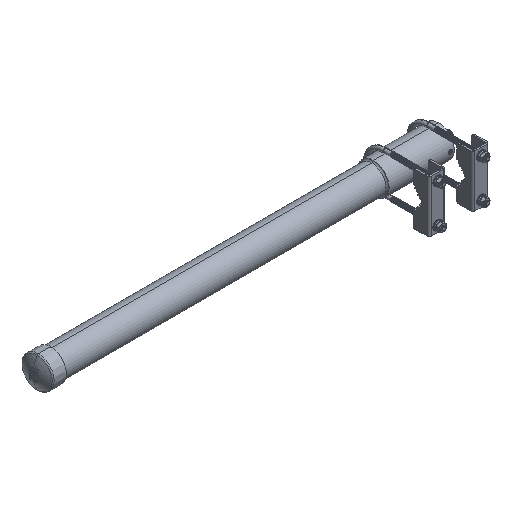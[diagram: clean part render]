
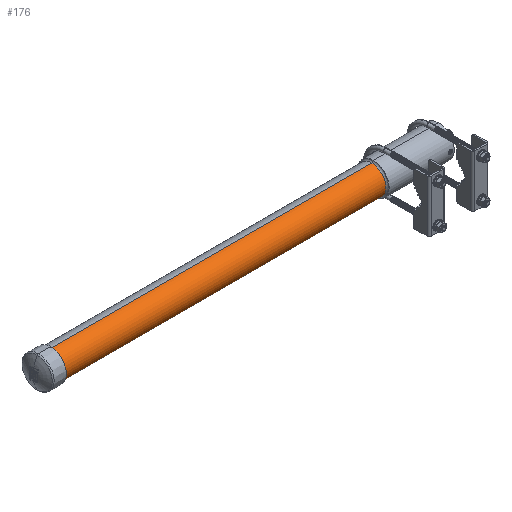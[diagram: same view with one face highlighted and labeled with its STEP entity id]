
A CAD part, isometric view. The second image highlights one B-rep face of the part: STEP entity #176.
In plain terms, the highlighted cylindrical face has radius 25.8 mm (diameter 51.6 mm), a partial arc.
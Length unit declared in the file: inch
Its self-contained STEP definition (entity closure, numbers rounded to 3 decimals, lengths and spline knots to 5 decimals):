
#176 = ADVANCED_FACE ( 'NONE', ( #42771 ), #42811, .T. ) ;
#2206 = AXIS2_PLACEMENT_3D ( 'NONE', #10536, #5648, #5645 ) ;
#2994 = LINE ( 'NONE', #22379, #2998 ) ;
#2998 = VECTOR ( 'NONE', #22373, 39.37008 ) ;
#3046 = LINE ( 'NONE', #23036, #3054 ) ;
#3054 = VECTOR ( 'NONE', #23041, 39.37008 ) ;
#3115 = CIRCLE ( 'NONE', #17506, 1.01575 ) ;
#3271 = CIRCLE ( 'NONE', #17530, 1.01575 ) ;
#5645 = DIRECTION ( 'NONE',  ( 0., 0., 1. ) ) ;
#5648 = DIRECTION ( 'NONE',  ( -1., 0., 0. ) ) ;
#7858 = VERTEX_POINT ( 'NONE', #26196 ) ;
#7876 = VERTEX_POINT ( 'NONE', #26206 ) ;
#8013 = VERTEX_POINT ( 'NONE', #26288 ) ;
#8024 = VERTEX_POINT ( 'NONE', #26296 ) ;
#10536 = CARTESIAN_POINT ( 'NONE',  ( -0.00667, 0., 0. ) ) ;
#17506 = AXIS2_PLACEMENT_3D ( 'NONE', #24294, #24297, #24300 ) ;
#17530 = AXIS2_PLACEMENT_3D ( 'NONE', #19341, #19343, #19345 ) ;
#19341 = CARTESIAN_POINT ( 'NONE',  ( -27.9183, 0., 0. ) ) ;
#19343 = DIRECTION ( 'NONE',  ( -1., 0., 0. ) ) ;
#19345 = DIRECTION ( 'NONE',  ( 0., 0., 1. ) ) ;
#22373 = DIRECTION ( 'NONE',  ( -1., 0., 0. ) ) ;
#22379 = CARTESIAN_POINT ( 'NONE',  ( -0.00667, 0., 1.01575 ) ) ;
#23036 = CARTESIAN_POINT ( 'NONE',  ( -0.00667, 0., -1.01575 ) ) ;
#23041 = DIRECTION ( 'NONE',  ( -1., 0., 0. ) ) ;
#24294 = CARTESIAN_POINT ( 'NONE',  ( -4.82732, 0., 0. ) ) ;
#24297 = DIRECTION ( 'NONE',  ( -1., 0., 0. ) ) ;
#24300 = DIRECTION ( 'NONE',  ( 0., 0., 1. ) ) ;
#26196 = CARTESIAN_POINT ( 'NONE',  ( -27.9183, 0., -1.01575 ) ) ;
#26206 = CARTESIAN_POINT ( 'NONE',  ( -27.9183, 0., 1.01575 ) ) ;
#26288 = CARTESIAN_POINT ( 'NONE',  ( -4.82732, 0., 1.01575 ) ) ;
#26296 = CARTESIAN_POINT ( 'NONE',  ( -4.82732, 0., -1.01575 ) ) ;
#31994 = EDGE_LOOP ( 'NONE', ( #41393, #41392, #41391, #41390 ) ) ;
#39405 = EDGE_CURVE ( 'NONE', #8013, #7876, #2994, .T. ) ;
#39468 = EDGE_CURVE ( 'NONE', #8024, #7858, #3046, .T. ) ;
#39540 = EDGE_CURVE ( 'NONE', #8024, #8013, #3115, .T. ) ;
#39651 = EDGE_CURVE ( 'NONE', #7858, #7876, #3271, .T. ) ;
#41390 = ORIENTED_EDGE ( 'NONE', *, *, #39651, .F. ) ;
#41391 = ORIENTED_EDGE ( 'NONE', *, *, #39405, .T. ) ;
#41392 = ORIENTED_EDGE ( 'NONE', *, *, #39540, .T. ) ;
#41393 = ORIENTED_EDGE ( 'NONE', *, *, #39468, .F. ) ;
#42771 = FACE_OUTER_BOUND ( 'NONE', #31994, .T. ) ;
#42811 = CYLINDRICAL_SURFACE ( 'NONE', #2206, 1.01575 ) ;
